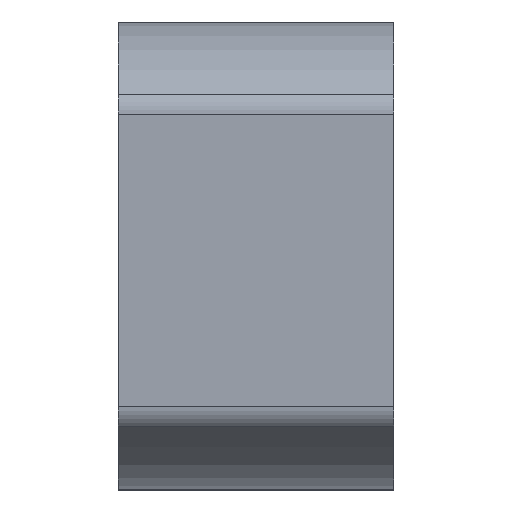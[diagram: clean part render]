
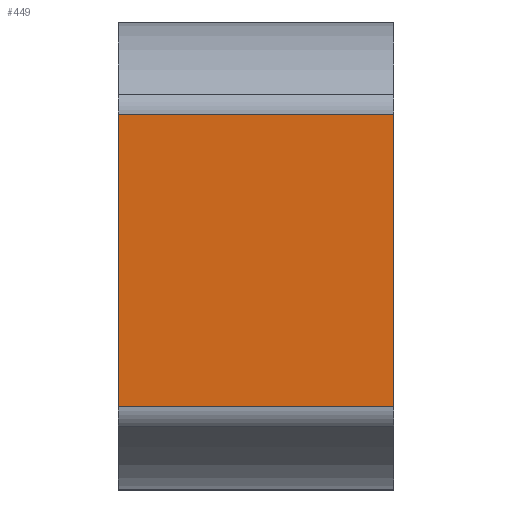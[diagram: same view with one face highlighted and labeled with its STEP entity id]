
A CAD part, left-side view. The second image highlights one B-rep face of the part: STEP entity #449.
In plain terms, the highlighted planar face has unit normal (-1, 0, -0.026).
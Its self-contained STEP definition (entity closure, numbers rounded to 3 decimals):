
#2 = EDGE_LOOP ( 'NONE', ( #624, #271, #499, #78 ) ) ;
#10 = LINE ( 'NONE', #277, #145 ) ;
#78 = ORIENTED_EDGE ( 'NONE', *, *, #193, .T. ) ;
#135 = CARTESIAN_POINT ( 'NONE',  ( -61.548, 50., -54.734 ) ) ;
#145 = VECTOR ( 'NONE', #551, 1000. ) ;
#148 = DIRECTION ( 'NONE',  ( 0., -1., 0. ) ) ;
#152 = CARTESIAN_POINT ( 'NONE',  ( -61.548, 50., -54.734 ) ) ;
#164 = CARTESIAN_POINT ( 'NONE',  ( -64.3, 50., 51.472 ) ) ;
#193 = EDGE_CURVE ( 'NONE', #407, #563, #794, .T. ) ;
#204 = CARTESIAN_POINT ( 'NONE',  ( -64.3, -50., 51.472 ) ) ;
#205 = AXIS2_PLACEMENT_3D ( 'NONE', #231, #509, #442 ) ;
#231 = CARTESIAN_POINT ( 'NONE',  ( -61.444, 50., -58.733 ) ) ;
#235 = DIRECTION ( 'NONE',  ( 0., 1., 0. ) ) ;
#271 = ORIENTED_EDGE ( 'NONE', *, *, #379, .T. ) ;
#277 = CARTESIAN_POINT ( 'NONE',  ( -61.444, 50., -58.733 ) ) ;
#281 = EDGE_CURVE ( 'NONE', #563, #339, #410, .T. ) ;
#339 = VERTEX_POINT ( 'NONE', #204 ) ;
#343 = DIRECTION ( 'NONE',  ( -0.026, 0., 1. ) ) ;
#352 = EDGE_CURVE ( 'NONE', #407, #490, #10, .T. ) ;
#376 = CARTESIAN_POINT ( 'NONE',  ( -61.548, -50., -54.734 ) ) ;
#379 = EDGE_CURVE ( 'NONE', #339, #490, #769, .T. ) ;
#407 = VERTEX_POINT ( 'NONE', #152 ) ;
#410 = LINE ( 'NONE', #493, #598 ) ;
#416 = VECTOR ( 'NONE', #148, 1000. ) ;
#442 = DIRECTION ( 'NONE',  ( 0.026, 0., -1. ) ) ;
#449 = ADVANCED_FACE ( 'NONE', ( #569 ), #511, .F. ) ;
#490 = VERTEX_POINT ( 'NONE', #164 ) ;
#491 = VECTOR ( 'NONE', #235, 1000. ) ;
#493 = CARTESIAN_POINT ( 'NONE',  ( -61.444, -50., -58.733 ) ) ;
#499 = ORIENTED_EDGE ( 'NONE', *, *, #352, .F. ) ;
#509 = DIRECTION ( 'NONE',  ( 1., 0., 0.026 ) ) ;
#511 = PLANE ( 'NONE',  #205 ) ;
#551 = DIRECTION ( 'NONE',  ( -0.026, 0., 1. ) ) ;
#563 = VERTEX_POINT ( 'NONE', #376 ) ;
#569 = FACE_OUTER_BOUND ( 'NONE', #2, .T. ) ;
#598 = VECTOR ( 'NONE', #343, 1000. ) ;
#624 = ORIENTED_EDGE ( 'NONE', *, *, #281, .T. ) ;
#711 = CARTESIAN_POINT ( 'NONE',  ( -64.3, 50., 51.472 ) ) ;
#769 = LINE ( 'NONE', #711, #491 ) ;
#794 = LINE ( 'NONE', #135, #416 ) ;
